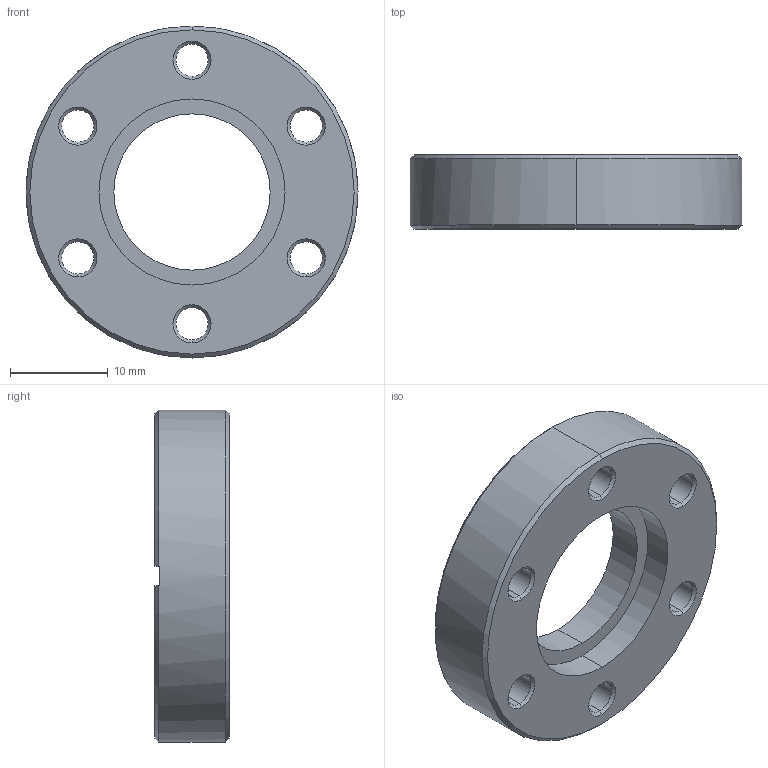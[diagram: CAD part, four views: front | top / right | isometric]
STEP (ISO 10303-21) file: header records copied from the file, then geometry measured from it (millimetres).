
FILE_DESCRIPTION (( 'STEP AP214' ), '1' );
FILE_NAME ('Hositrad_CF16-19-T.STEP', '2017-05-01T08:17:45', ( 'Gebruiker' ), ( '' ), 'SwSTEP 2.0', 'SolidWorks 2017', '' );
FILE_SCHEMA (( 'AUTOMOTIVE_DESIGN' ));
Length unit declared in the file: millimetre
Products named in the file (1): Hositrad_CF16-19-T
Bounding box: 34 x 7.6 x 34 mm (x, y, z)
Volume: 4543 mm3; surface area: 2993.5 mm2
Topology: 1 solids, 1 shells, 64 faces, 152 edges, 91 vertices
Faces by surface type: cone 33, cylinder 20, plane 11
Entity records: 2047 total; most frequent: DIRECTION 359, CARTESIAN_POINT 320, ORIENTED_EDGE 304, EDGE_CURVE 152, AXIS2_PLACEMENT_3D 146, VERTEX_POINT 91, CIRCLE 81, EDGE_LOOP 79
